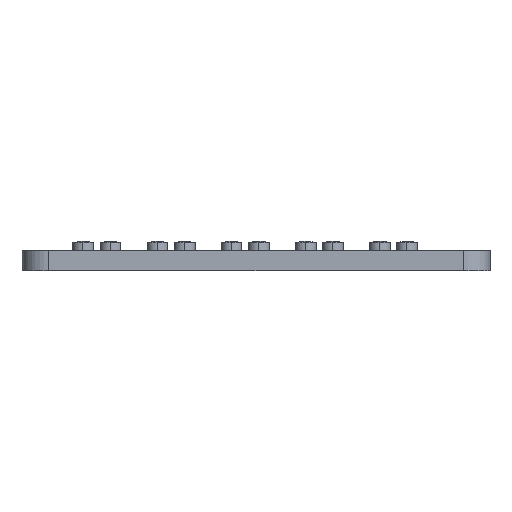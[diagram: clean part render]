
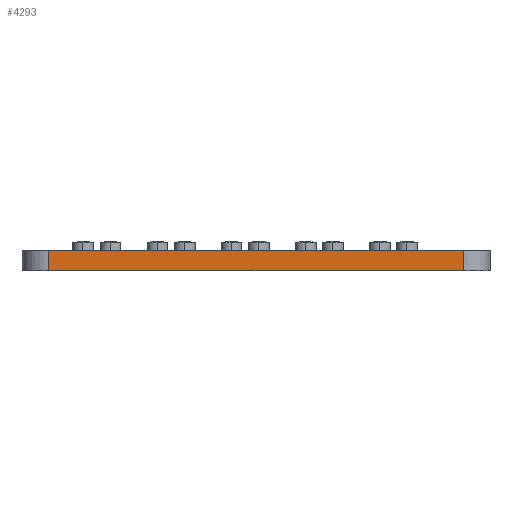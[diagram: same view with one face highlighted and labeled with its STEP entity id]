
A CAD part, front view. The second image highlights one B-rep face of the part: STEP entity #4293.
In plain terms, the highlighted planar face has unit normal (0, -1, 0).
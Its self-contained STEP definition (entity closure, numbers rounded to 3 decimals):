
#213 = CARTESIAN_POINT ( 'NONE',  ( -15.5, -45., 1.5 ) ) ;
#313 = CARTESIAN_POINT ( 'NONE',  ( -17.5, -45., 1.5 ) ) ;
#318 = VECTOR ( 'NONE', #1192, 1000. ) ;
#360 = CARTESIAN_POINT ( 'NONE',  ( -15.5, -45., 0. ) ) ;
#411 = VERTEX_POINT ( 'NONE', #7540 ) ;
#722 = VERTEX_POINT ( 'NONE', #360 ) ;
#740 = VECTOR ( 'NONE', #14168, 1000. ) ;
#1027 = EDGE_CURVE ( 'NONE', #2871, #722, #10051, .T. ) ;
#1192 = DIRECTION ( 'NONE',  ( 1., 0., 0. ) ) ;
#1460 = DIRECTION ( 'NONE',  ( 0., 0., 1. ) ) ;
#1533 = DIRECTION ( 'NONE',  ( 0., 1., 0. ) ) ;
#2492 = LINE ( 'NONE', #6861, #318 ) ;
#2871 = VERTEX_POINT ( 'NONE', #7083 ) ;
#3064 = VECTOR ( 'NONE', #6829, 1000. ) ;
#3094 = ORIENTED_EDGE ( 'NONE', *, *, #9163, .T. ) ;
#3549 = FACE_OUTER_BOUND ( 'NONE', #4667, .T. ) ;
#4245 = VERTEX_POINT ( 'NONE', #13457 ) ;
#4293 = ADVANCED_FACE ( 'NONE', ( #3549 ), #11369, .F. ) ;
#4306 = DIRECTION ( 'NONE',  ( 1., 0., 0. ) ) ;
#4515 = EDGE_CURVE ( 'NONE', #411, #4245, #13367, .T. ) ;
#4667 = EDGE_LOOP ( 'NONE', ( #8527, #13878, #3094, #7541 ) ) ;
#5590 = AXIS2_PLACEMENT_3D ( 'NONE', #313, #1533, #1460 ) ;
#6174 = LINE ( 'NONE', #11764, #6284 ) ;
#6284 = VECTOR ( 'NONE', #4306, 1000. ) ;
#6829 = DIRECTION ( 'NONE',  ( 0., 0., 1. ) ) ;
#6861 = CARTESIAN_POINT ( 'NONE',  ( -17.5, -45., 0. ) ) ;
#7083 = CARTESIAN_POINT ( 'NONE',  ( -15.5, -45., 1.5 ) ) ;
#7086 = EDGE_CURVE ( 'NONE', #2871, #4245, #6174, .T. ) ;
#7540 = CARTESIAN_POINT ( 'NONE',  ( 15.5, -45., 0. ) ) ;
#7541 = ORIENTED_EDGE ( 'NONE', *, *, #4515, .T. ) ;
#8527 = ORIENTED_EDGE ( 'NONE', *, *, #7086, .F. ) ;
#9163 = EDGE_CURVE ( 'NONE', #722, #411, #2492, .T. ) ;
#9925 = CARTESIAN_POINT ( 'NONE',  ( 15.5, -45., 1.5 ) ) ;
#10051 = LINE ( 'NONE', #213, #740 ) ;
#11369 = PLANE ( 'NONE',  #5590 ) ;
#11764 = CARTESIAN_POINT ( 'NONE',  ( -17.5, -45., 1.5 ) ) ;
#13367 = LINE ( 'NONE', #9925, #3064 ) ;
#13457 = CARTESIAN_POINT ( 'NONE',  ( 15.5, -45., 1.5 ) ) ;
#13878 = ORIENTED_EDGE ( 'NONE', *, *, #1027, .T. ) ;
#14168 = DIRECTION ( 'NONE',  ( 0., 0., -1. ) ) ;
